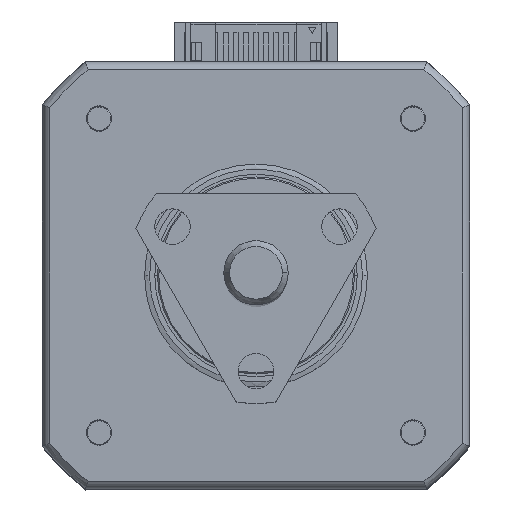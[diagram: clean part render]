
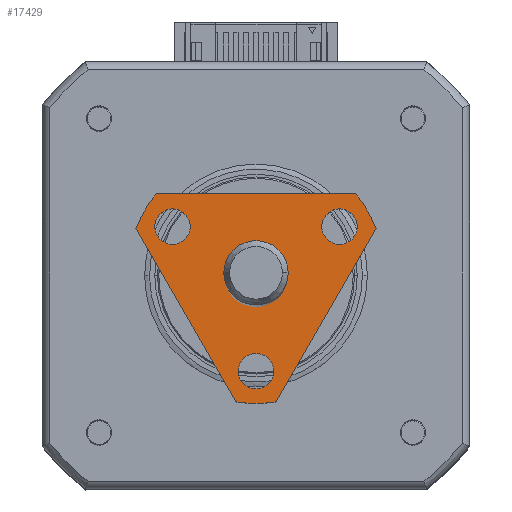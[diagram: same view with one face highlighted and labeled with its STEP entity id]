
A CAD part, top view. The second image highlights one B-rep face of the part: STEP entity #17429.
In plain terms, the highlighted planar face has unit normal (0, 0, 1).
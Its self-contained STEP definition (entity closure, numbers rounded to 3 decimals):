
#178 = DIRECTION ( 'NONE',  ( 0., 0., 1. ) ) ;
#486 = VERTEX_POINT ( 'NONE', #1495 ) ;
#729 = VERTEX_POINT ( 'NONE', #24202 ) ;
#879 = AXIS2_PLACEMENT_3D ( 'NONE', #25249, #28065, #30759 ) ;
#1074 = AXIS2_PLACEMENT_3D ( 'NONE', #35812, #2212, #7852 ) ;
#1261 = ORIENTED_EDGE ( 'NONE', *, *, #24021, .F. ) ;
#1300 = CARTESIAN_POINT ( 'NONE',  ( 12.542, -1.996, 42.5 ) ) ;
#1495 = CARTESIAN_POINT ( 'NONE',  ( -3.012, 8.249, 42.5 ) ) ;
#1594 = CARTESIAN_POINT ( 'NONE',  ( -8., 0., 42.5 ) ) ;
#2170 = AXIS2_PLACEMENT_3D ( 'NONE', #2919, #8699, #5506 ) ;
#2212 = DIRECTION ( 'NONE',  ( 0., 0., 1. ) ) ;
#2316 = EDGE_CURVE ( 'NONE', #17808, #729, #33973, .T. ) ;
#2681 = CIRCLE ( 'NONE', #1074, 1.75 ) ;
#2683 = VERTEX_POINT ( 'NONE', #36035 ) ;
#2747 = DIRECTION ( 'NONE',  ( 1., 0., 0. ) ) ;
#2848 = CIRCLE ( 'NONE', #12230, 12.7 ) ;
#2919 = CARTESIAN_POINT ( 'NONE',  ( 9.525, 0., 42.5 ) ) ;
#2972 = CIRCLE ( 'NONE', #12484, 1.75 ) ;
#4308 = ORIENTED_EDGE ( 'NONE', *, *, #24133, .F. ) ;
#4981 = VERTEX_POINT ( 'NONE', #13533 ) ;
#5001 = DIRECTION ( 'NONE',  ( 0., 0., 1. ) ) ;
#5236 = FACE_BOUND ( 'NONE', #13890, .T. ) ;
#5506 = DIRECTION ( 'NONE',  ( -1., 0., 0. ) ) ;
#6670 = DIRECTION ( 'NONE',  ( -1., 0., 0. ) ) ;
#7175 = CARTESIAN_POINT ( 'NONE',  ( -8., -9.864, 42.5 ) ) ;
#7189 = CARTESIAN_POINT ( 'NONE',  ( 7.775, 0., 42.5 ) ) ;
#7266 = CIRCLE ( 'NONE', #2170, 1.75 ) ;
#7441 = ORIENTED_EDGE ( 'NONE', *, *, #10146, .F. ) ;
#7562 = CARTESIAN_POINT ( 'NONE',  ( 9.525, 0., 42.5 ) ) ;
#7852 = DIRECTION ( 'NONE',  ( -1., 0., 0. ) ) ;
#8545 = VERTEX_POINT ( 'NONE', #33409 ) ;
#8641 = CARTESIAN_POINT ( 'NONE',  ( -6.512, -8.249, 42.5 ) ) ;
#8699 = DIRECTION ( 'NONE',  ( 0., 0., 1. ) ) ;
#8817 = CIRCLE ( 'NONE', #22934, 1.75 ) ;
#8970 = ORIENTED_EDGE ( 'NONE', *, *, #2316, .F. ) ;
#9165 = FACE_BOUND ( 'NONE', #14566, .T. ) ;
#9610 = CARTESIAN_POINT ( 'NONE',  ( 0., 0., 42.5 ) ) ;
#10146 = EDGE_CURVE ( 'NONE', #4981, #29705, #2972, .T. ) ;
#10346 = CARTESIAN_POINT ( 'NONE',  ( -4.762, 8.249, 42.5 ) ) ;
#10408 = VECTOR ( 'NONE', #20734, 1000. ) ;
#10544 = CIRCLE ( 'NONE', #29125, 1.75 ) ;
#11569 = CARTESIAN_POINT ( 'NONE',  ( -4.542, 11.86, 42.5 ) ) ;
#11738 = CIRCLE ( 'NONE', #18557, 12.7 ) ;
#11784 = ORIENTED_EDGE ( 'NONE', *, *, #32927, .F. ) ;
#12098 = EDGE_CURVE ( 'NONE', #14440, #16724, #7266, .T. ) ;
#12230 = AXIS2_PLACEMENT_3D ( 'NONE', #19541, #31081, #2747 ) ;
#12484 = AXIS2_PLACEMENT_3D ( 'NONE', #34885, #15376, #29365 ) ;
#12574 = LINE ( 'NONE', #1594, #10408 ) ;
#13040 = DIRECTION ( 'NONE',  ( 0., 0., 1. ) ) ;
#13533 = CARTESIAN_POINT ( 'NONE',  ( -3.012, -8.249, 42.5 ) ) ;
#13890 = EDGE_LOOP ( 'NONE', ( #32765, #7441 ) ) ;
#13909 = CARTESIAN_POINT ( 'NONE',  ( 0., 0., 42.5 ) ) ;
#14142 = DIRECTION ( 'NONE',  ( 1., 0., 0. ) ) ;
#14266 = CARTESIAN_POINT ( 'NONE',  ( 0., 0., 42.5 ) ) ;
#14315 = CARTESIAN_POINT ( 'NONE',  ( 0., 0., 42.5 ) ) ;
#14440 = VERTEX_POINT ( 'NONE', #28199 ) ;
#14566 = EDGE_LOOP ( 'NONE', ( #24242, #36273 ) ) ;
#14953 = FACE_BOUND ( 'NONE', #25797, .T. ) ;
#15326 = DIRECTION ( 'NONE',  ( 0.866, -0.5, 0. ) ) ;
#15376 = DIRECTION ( 'NONE',  ( 0., 0., 1. ) ) ;
#15571 = EDGE_CURVE ( 'NONE', #8545, #17808, #20251, .T. ) ;
#16000 = ORIENTED_EDGE ( 'NONE', *, *, #16856, .F. ) ;
#16073 = EDGE_CURVE ( 'NONE', #29705, #4981, #2681, .T. ) ;
#16117 = DIRECTION ( 'NONE',  ( 0., 0., -1. ) ) ;
#16561 = FACE_BOUND ( 'NONE', #21977, .T. ) ;
#16724 = VERTEX_POINT ( 'NONE', #7189 ) ;
#16856 = EDGE_CURVE ( 'NONE', #29243, #25925, #36010, .T. ) ;
#17053 = CIRCLE ( 'NONE', #879, 12.7 ) ;
#17112 = DIRECTION ( 'NONE',  ( 1., 0., 0. ) ) ;
#17157 = FACE_OUTER_BOUND ( 'NONE', #31497, .T. ) ;
#17429 = ADVANCED_FACE ( 'NONE', ( #17157, #14953, #9165, #5236, #16561 ), #23338, .F. ) ;
#17776 = CARTESIAN_POINT ( 'NONE',  ( -4.542, 11.86, 42.5 ) ) ;
#17803 = CARTESIAN_POINT ( 'NONE',  ( 12.542, -1.996, 42.5 ) ) ;
#17808 = VERTEX_POINT ( 'NONE', #11569 ) ;
#17992 = AXIS2_PLACEMENT_3D ( 'NONE', #9610, #28999, #6670 ) ;
#18161 = VECTOR ( 'NONE', #15326, 1000. ) ;
#18433 = CARTESIAN_POINT ( 'NONE',  ( 3., 0., 42.5 ) ) ;
#18557 = AXIS2_PLACEMENT_3D ( 'NONE', #14266, #27899, #14142 ) ;
#18841 = CARTESIAN_POINT ( 'NONE',  ( -6.512, 8.249, 42.5 ) ) ;
#18956 = DIRECTION ( 'NONE',  ( -1., 0., 0. ) ) ;
#19499 = VECTOR ( 'NONE', #35036, 1000. ) ;
#19541 = CARTESIAN_POINT ( 'NONE',  ( 0., 0., 42.5 ) ) ;
#20251 = CIRCLE ( 'NONE', #29718, 12.7 ) ;
#20734 = DIRECTION ( 'NONE',  ( 0., 1., 0. ) ) ;
#21115 = DIRECTION ( 'NONE',  ( -1., 0., 0. ) ) ;
#21977 = EDGE_LOOP ( 'NONE', ( #16000, #29793 ) ) ;
#22223 = CARTESIAN_POINT ( 'NONE',  ( -3., 0., 42.5 ) ) ;
#22869 = EDGE_CURVE ( 'NONE', #486, #33206, #23712, .T. ) ;
#22934 = AXIS2_PLACEMENT_3D ( 'NONE', #7562, #27176, #18956 ) ;
#23115 = AXIS2_PLACEMENT_3D ( 'NONE', #14315, #33934, #17112 ) ;
#23338 = PLANE ( 'NONE',  #17992 ) ;
#23359 = EDGE_CURVE ( 'NONE', #16724, #14440, #8817, .T. ) ;
#23641 = AXIS2_PLACEMENT_3D ( 'NONE', #28169, #178, #28302 ) ;
#23712 = CIRCLE ( 'NONE', #23641, 1.75 ) ;
#24021 = EDGE_CURVE ( 'NONE', #33206, #486, #10544, .T. ) ;
#24133 = EDGE_CURVE ( 'NONE', #27496, #35495, #17053, .T. ) ;
#24202 = CARTESIAN_POINT ( 'NONE',  ( 12.542, 1.996, 42.5 ) ) ;
#24242 = ORIENTED_EDGE ( 'NONE', *, *, #23359, .F. ) ;
#25243 = CIRCLE ( 'NONE', #23115, 3. ) ;
#25249 = CARTESIAN_POINT ( 'NONE',  ( 0., 0., 42.5 ) ) ;
#25797 = EDGE_LOOP ( 'NONE', ( #1261, #29740 ) ) ;
#25925 = VERTEX_POINT ( 'NONE', #22223 ) ;
#26220 = EDGE_CURVE ( 'NONE', #2683, #28068, #11738, .T. ) ;
#26366 = EDGE_CURVE ( 'NONE', #35495, #8545, #12574, .T. ) ;
#26487 = LINE ( 'NONE', #1300, #19499 ) ;
#26608 = ORIENTED_EDGE ( 'NONE', *, *, #27726, .F. ) ;
#27176 = DIRECTION ( 'NONE',  ( 0., 0., 1. ) ) ;
#27496 = VERTEX_POINT ( 'NONE', #35864 ) ;
#27562 = CARTESIAN_POINT ( 'NONE',  ( 0., 0., 42.5 ) ) ;
#27726 = EDGE_CURVE ( 'NONE', #729, #2683, #2848, .T. ) ;
#27899 = DIRECTION ( 'NONE',  ( 0., 0., -1. ) ) ;
#28065 = DIRECTION ( 'NONE',  ( 0., 0., -1. ) ) ;
#28068 = VERTEX_POINT ( 'NONE', #17803 ) ;
#28169 = CARTESIAN_POINT ( 'NONE',  ( -4.762, 8.249, 42.5 ) ) ;
#28199 = CARTESIAN_POINT ( 'NONE',  ( 11.275, 0., 42.5 ) ) ;
#28302 = DIRECTION ( 'NONE',  ( -1., 0., 0. ) ) ;
#28999 = DIRECTION ( 'NONE',  ( 0., 0., -1. ) ) ;
#29125 = AXIS2_PLACEMENT_3D ( 'NONE', #10346, #13040, #21115 ) ;
#29243 = VERTEX_POINT ( 'NONE', #18433 ) ;
#29365 = DIRECTION ( 'NONE',  ( -1., 0., 0. ) ) ;
#29705 = VERTEX_POINT ( 'NONE', #8641 ) ;
#29718 = AXIS2_PLACEMENT_3D ( 'NONE', #13909, #16117, #35730 ) ;
#29740 = ORIENTED_EDGE ( 'NONE', *, *, #22869, .F. ) ;
#29793 = ORIENTED_EDGE ( 'NONE', *, *, #34984, .F. ) ;
#30759 = DIRECTION ( 'NONE',  ( 1., 0., 0. ) ) ;
#30805 = ORIENTED_EDGE ( 'NONE', *, *, #15571, .F. ) ;
#31081 = DIRECTION ( 'NONE',  ( 0., 0., -1. ) ) ;
#31132 = ORIENTED_EDGE ( 'NONE', *, *, #26366, .F. ) ;
#31497 = EDGE_LOOP ( 'NONE', ( #30805, #31132, #4308, #11784, #35128, #26608, #8970 ) ) ;
#32765 = ORIENTED_EDGE ( 'NONE', *, *, #16073, .F. ) ;
#32927 = EDGE_CURVE ( 'NONE', #28068, #27496, #26487, .T. ) ;
#33206 = VERTEX_POINT ( 'NONE', #18841 ) ;
#33409 = CARTESIAN_POINT ( 'NONE',  ( -8., 9.864, 42.5 ) ) ;
#33934 = DIRECTION ( 'NONE',  ( 0., 0., 1. ) ) ;
#33973 = LINE ( 'NONE', #17776, #18161 ) ;
#34031 = AXIS2_PLACEMENT_3D ( 'NONE', #27562, #5001, #35642 ) ;
#34885 = CARTESIAN_POINT ( 'NONE',  ( -4.762, -8.249, 42.5 ) ) ;
#34984 = EDGE_CURVE ( 'NONE', #25925, #29243, #25243, .T. ) ;
#35036 = DIRECTION ( 'NONE',  ( -0.866, -0.5, 0. ) ) ;
#35128 = ORIENTED_EDGE ( 'NONE', *, *, #26220, .F. ) ;
#35495 = VERTEX_POINT ( 'NONE', #7175 ) ;
#35642 = DIRECTION ( 'NONE',  ( 1., 0., 0. ) ) ;
#35730 = DIRECTION ( 'NONE',  ( 1., 0., 0. ) ) ;
#35812 = CARTESIAN_POINT ( 'NONE',  ( -4.762, -8.249, 42.5 ) ) ;
#35864 = CARTESIAN_POINT ( 'NONE',  ( -4.542, -11.86, 42.5 ) ) ;
#36010 = CIRCLE ( 'NONE', #34031, 3. ) ;
#36035 = CARTESIAN_POINT ( 'NONE',  ( 12.7, 0., 42.5 ) ) ;
#36273 = ORIENTED_EDGE ( 'NONE', *, *, #12098, .F. ) ;
